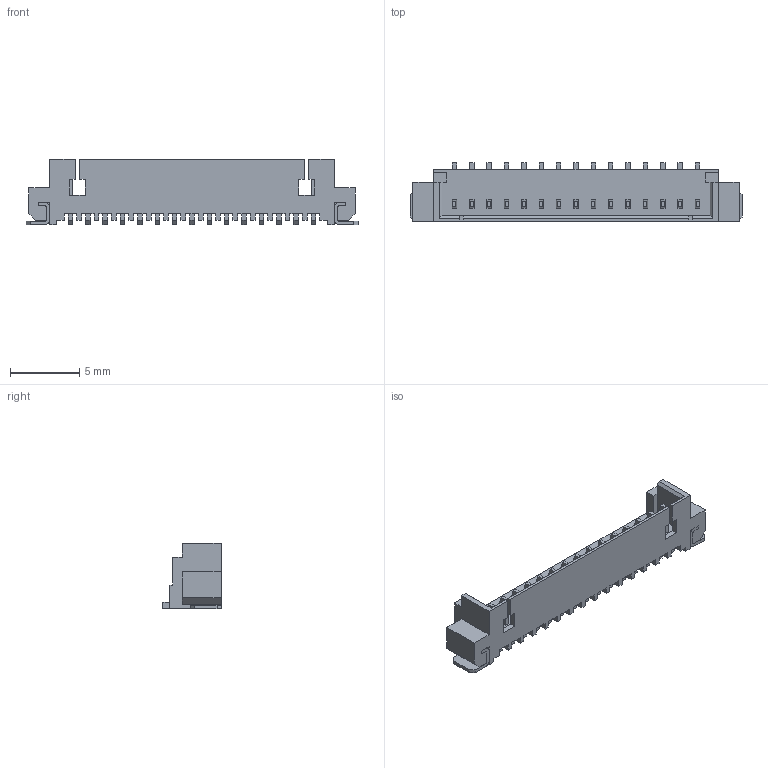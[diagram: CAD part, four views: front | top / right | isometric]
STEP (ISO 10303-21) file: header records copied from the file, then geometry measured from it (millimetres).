
FILE_DESCRIPTION(/* description */ ('model of Molex_PicoBlade_53398-1571_1x15-1MP_P1.25mm_Vertical'),/* implementation_level */ '2;1');
FILE_NAME(/* name */ 'Molex_PicoBlade_53398-1571_1x15-1MP_P1.25mm_Vertical.step',/* time_stamp */ '2018-06-18T10:25:43',/* author */ ('Rene Poeschl',''),/* organization */ (''),/* preprocessor_version */ '',/* originating_system */ '',/* authorisation */ '');
FILE_SCHEMA(('AUTOMOTIVE_DESIGN { 1 0 10303 214 1 1 1 1 }'));
Length unit declared in the file: millimetre
Products named in the file (1): Molex_53398_1571
Bounding box: 23.9 x 4.2 x 4.7 mm (x, y, z)
Volume: 152.3 mm3; surface area: 605.7 mm2
Topology: 1 solids, 1 shells, 421 faces, 1155 edges, 766 vertices
Faces by surface type: plane 413, cylinder 8
Entity records: 8643 total; most frequent: ORIENTED_EDGE 1802, CARTESIAN_POINT 1205, EDGE_CURVE 1155, LINE 1076, VERTEX_POINT 766, FACE_BOUND 451, EDGE_LOOP 451, ADVANCED_FACE 421
